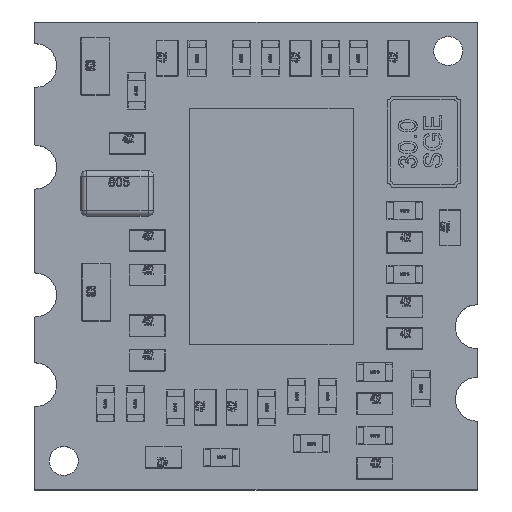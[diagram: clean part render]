
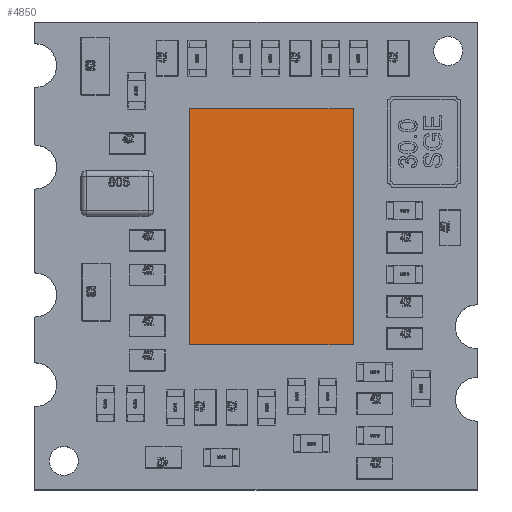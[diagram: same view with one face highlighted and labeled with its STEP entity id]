
A CAD part, top view. The second image highlights one B-rep face of the part: STEP entity #4850.
In plain terms, the highlighted planar face has unit normal (0, 0, 1).
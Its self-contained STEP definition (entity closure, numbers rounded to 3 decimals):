
#740 = EDGE_CURVE ( 'NONE', #22553, #5401, #1904, .T. ) ;
#843 = DIRECTION ( 'NONE',  ( 0., -1., 0. ) ) ;
#1904 = LINE ( 'NONE', #22906, #25913 ) ;
#2515 = AXIS2_PLACEMENT_3D ( 'NONE', #5673, #25132, #19215 ) ;
#3881 = ORIENTED_EDGE ( 'NONE', *, *, #13843, .F. ) ;
#3936 = VERTEX_POINT ( 'NONE', #19394 ) ;
#4074 = DIRECTION ( 'NONE',  ( -1., 0., 0. ) ) ;
#4662 = DIRECTION ( 'NONE',  ( 0., 1., 0. ) ) ;
#4850 = ADVANCED_FACE ( 'NONE', ( #25276 ), #25415, .T. ) ;
#5401 = VERTEX_POINT ( 'NONE', #18425 ) ;
#5673 = CARTESIAN_POINT ( 'NONE',  ( -2.25, 3.25, 1. ) ) ;
#6504 = LINE ( 'NONE', #25819, #11214 ) ;
#7855 = ORIENTED_EDGE ( 'NONE', *, *, #740, .F. ) ;
#7968 = EDGE_LOOP ( 'NONE', ( #8101, #7855, #3881, #21988 ) ) ;
#8101 = ORIENTED_EDGE ( 'NONE', *, *, #27580, .F. ) ;
#8595 = CARTESIAN_POINT ( 'NONE',  ( 2.25, -3.25, 1. ) ) ;
#11214 = VECTOR ( 'NONE', #4662, 1000. ) ;
#11415 = LINE ( 'NONE', #24530, #14930 ) ;
#13162 = VERTEX_POINT ( 'NONE', #13468 ) ;
#13468 = CARTESIAN_POINT ( 'NONE',  ( -2.25, -3.25, 1. ) ) ;
#13843 = EDGE_CURVE ( 'NONE', #13162, #22553, #6504, .T. ) ;
#14930 = VECTOR ( 'NONE', #843, 1000. ) ;
#16265 = CARTESIAN_POINT ( 'NONE',  ( -2.25, 3.25, 1. ) ) ;
#18425 = CARTESIAN_POINT ( 'NONE',  ( 2.25, 3.25, 1. ) ) ;
#19215 = DIRECTION ( 'NONE',  ( 1., 0., 0. ) ) ;
#19394 = CARTESIAN_POINT ( 'NONE',  ( 2.25, -3.25, 1. ) ) ;
#21228 = DIRECTION ( 'NONE',  ( 1., 0., 0. ) ) ;
#21625 = VECTOR ( 'NONE', #4074, 1000. ) ;
#21988 = ORIENTED_EDGE ( 'NONE', *, *, #26402, .F. ) ;
#22553 = VERTEX_POINT ( 'NONE', #16265 ) ;
#22906 = CARTESIAN_POINT ( 'NONE',  ( -2.25, 3.25, 1. ) ) ;
#23389 = LINE ( 'NONE', #8595, #21625 ) ;
#24530 = CARTESIAN_POINT ( 'NONE',  ( 2.25, 3.25, 1. ) ) ;
#25132 = DIRECTION ( 'NONE',  ( 0., 0., 1. ) ) ;
#25276 = FACE_OUTER_BOUND ( 'NONE', #7968, .T. ) ;
#25415 = PLANE ( 'NONE',  #2515 ) ;
#25819 = CARTESIAN_POINT ( 'NONE',  ( -2.25, -3.25, 1. ) ) ;
#25913 = VECTOR ( 'NONE', #21228, 1000. ) ;
#26402 = EDGE_CURVE ( 'NONE', #3936, #13162, #23389, .T. ) ;
#27580 = EDGE_CURVE ( 'NONE', #5401, #3936, #11415, .T. ) ;
